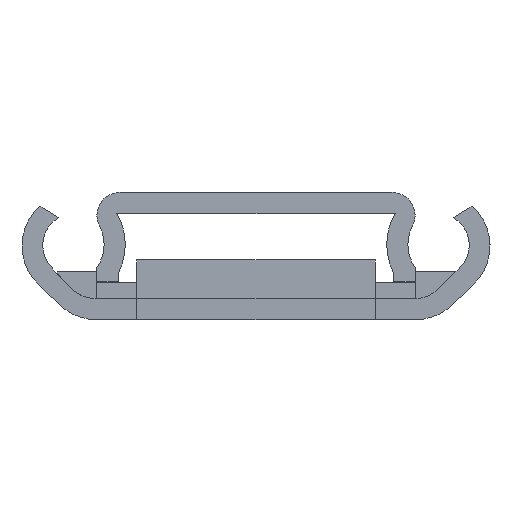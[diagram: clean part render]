
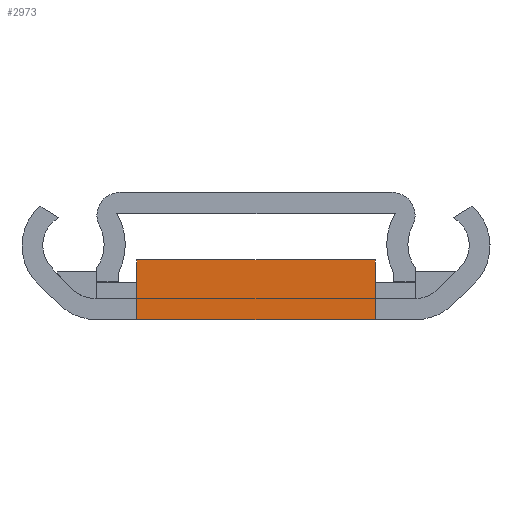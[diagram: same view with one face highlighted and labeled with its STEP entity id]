
A CAD part, left-side view. The second image highlights one B-rep face of the part: STEP entity #2973.
In plain terms, the highlighted face is planar.
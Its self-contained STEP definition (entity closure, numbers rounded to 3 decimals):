
#195 = VECTOR ( 'NONE', #3546, 1000. ) ;
#330 = DIRECTION ( 'NONE',  ( -1., 0., 0. ) ) ;
#416 = CARTESIAN_POINT ( 'NONE',  ( 0., -9., -2.4 ) ) ;
#494 = CARTESIAN_POINT ( 'NONE',  ( 4.5, -9., -2.4 ) ) ;
#528 = ORIENTED_EDGE ( 'NONE', *, *, #2676, .T. ) ;
#694 = LINE ( 'NONE', #3970, #195 ) ;
#714 = AXIS2_PLACEMENT_3D ( 'NONE', #2407, #1991, #1563 ) ;
#723 = VECTOR ( 'NONE', #2698, 1000. ) ;
#756 = CARTESIAN_POINT ( 'NONE',  ( 4.5, 9., -2.4 ) ) ;
#758 = DIRECTION ( 'NONE',  ( -1., 0., 0. ) ) ;
#919 = FACE_OUTER_BOUND ( 'NONE', #3092, .T. ) ;
#1088 = VERTEX_POINT ( 'NONE', #2202 ) ;
#1178 = LINE ( 'NONE', #756, #3221 ) ;
#1182 = CARTESIAN_POINT ( 'NONE',  ( 4.5, 9., -2.4 ) ) ;
#1563 = DIRECTION ( 'NONE',  ( 1., 0., 0. ) ) ;
#1613 = LINE ( 'NONE', #1182, #3131 ) ;
#1667 = DIRECTION ( 'NONE',  ( 0., 1., 0. ) ) ;
#1671 = DIRECTION ( 'NONE',  ( -1., 0., 0. ) ) ;
#1678 = EDGE_CURVE ( 'NONE', #4020, #3015, #1613, .T. ) ;
#1683 = ORIENTED_EDGE ( 'NONE', *, *, #2067, .T. ) ;
#1844 = VERTEX_POINT ( 'NONE', #1958 ) ;
#1958 = CARTESIAN_POINT ( 'NONE',  ( 0., 9., -2.4 ) ) ;
#1991 = DIRECTION ( 'NONE',  ( 0., 0., 1. ) ) ;
#2067 = EDGE_CURVE ( 'NONE', #3015, #1844, #1178, .T. ) ;
#2084 = CARTESIAN_POINT ( 'NONE',  ( 0., -9., -2.4 ) ) ;
#2087 = CARTESIAN_POINT ( 'NONE',  ( 4.5, -9., -2.4 ) ) ;
#2202 = CARTESIAN_POINT ( 'NONE',  ( 1.6, -9., -2.4 ) ) ;
#2206 = CARTESIAN_POINT ( 'NONE',  ( 1.6, 9., -2.4 ) ) ;
#2236 = EDGE_CURVE ( 'NONE', #1088, #2399, #3536, .T. ) ;
#2299 = EDGE_CURVE ( 'NONE', #2768, #1088, #2502, .T. ) ;
#2399 = VERTEX_POINT ( 'NONE', #416 ) ;
#2407 = CARTESIAN_POINT ( 'NONE',  ( 4.5, -9., -2.4 ) ) ;
#2498 = LINE ( 'NONE', #2084, #2899 ) ;
#2502 = LINE ( 'NONE', #2087, #2530 ) ;
#2530 = VECTOR ( 'NONE', #1671, 1000. ) ;
#2676 = EDGE_CURVE ( 'NONE', #2768, #4020, #694, .T. ) ;
#2698 = DIRECTION ( 'NONE',  ( -1., 0., 0. ) ) ;
#2752 = ORIENTED_EDGE ( 'NONE', *, *, #2299, .F. ) ;
#2768 = VERTEX_POINT ( 'NONE', #494 ) ;
#2824 = PLANE ( 'NONE',  #714 ) ;
#2899 = VECTOR ( 'NONE', #1667, 1000. ) ;
#2942 = ORIENTED_EDGE ( 'NONE', *, *, #3447, .F. ) ;
#2973 = ADVANCED_FACE ( 'NONE', ( #919 ), #2824, .T. ) ;
#3015 = VERTEX_POINT ( 'NONE', #2206 ) ;
#3092 = EDGE_LOOP ( 'NONE', ( #2942, #3871, #2752, #528, #3335, #1683 ) ) ;
#3107 = CARTESIAN_POINT ( 'NONE',  ( 0., -9., -2.4 ) ) ;
#3131 = VECTOR ( 'NONE', #758, 1000. ) ;
#3221 = VECTOR ( 'NONE', #330, 1000. ) ;
#3335 = ORIENTED_EDGE ( 'NONE', *, *, #1678, .T. ) ;
#3447 = EDGE_CURVE ( 'NONE', #2399, #1844, #2498, .T. ) ;
#3536 = LINE ( 'NONE', #3107, #723 ) ;
#3546 = DIRECTION ( 'NONE',  ( 0., 1., 0. ) ) ;
#3871 = ORIENTED_EDGE ( 'NONE', *, *, #2236, .F. ) ;
#3970 = CARTESIAN_POINT ( 'NONE',  ( 4.5, -9., -2.4 ) ) ;
#4020 = VERTEX_POINT ( 'NONE', #4122 ) ;
#4122 = CARTESIAN_POINT ( 'NONE',  ( 4.5, 9., -2.4 ) ) ;
